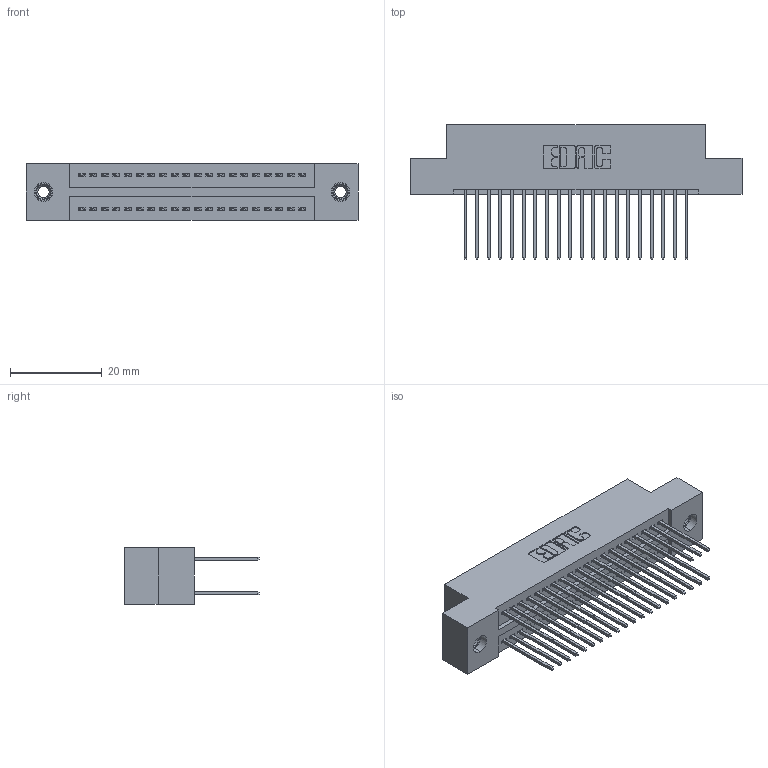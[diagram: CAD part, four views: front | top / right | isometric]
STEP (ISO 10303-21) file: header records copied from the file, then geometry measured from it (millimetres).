
FILE_DESCRIPTION (( 'STEP AP203' ), '1' );
FILE_NAME ('325-040-540-207.STEP', '2020-02-24T21:34:09', ( '' ), ( '' ), 'SwSTEP 2.0', 'SolidWorks 2016', '' );
FILE_SCHEMA (( 'CONFIG_CONTROL_DESIGN' ));
Length unit declared in the file: inch
Products named in the file (4): 325-040-540-207; 325 Part_TI; 325-292-001_325-293-140; 345-250-001_345-250-005-103
Assembly tree (43 placements, depth 2):
  325-040-540-207
    325 Part_TI
    325-292-001_325-293-140  x40
    345-250-001_345-250-005-103  x2
Bounding box: 72.52 x 29.46 x 12.45 mm (x, y, z)
Volume: 9302.4 mm3; surface area: 11485.7 mm2
Topology: 43 solids, 43 shells, 2254 faces, 6647 edges, 4370 vertices
Faces by surface type: plane 1542, cylinder 696, cone 12, torus 4
Entity records: 16916 total; most frequent: CARTESIAN_POINT 2813, ORIENTED_EDGE 2742, DIRECTION 2473, EDGE_CURVE 1371, LINE 1223, VECTOR 1223, VERTEX_POINT 908, AXIS2_PLACEMENT_3D 625
